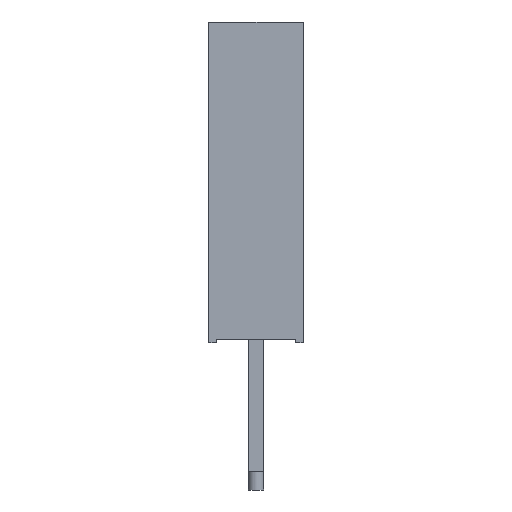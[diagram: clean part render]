
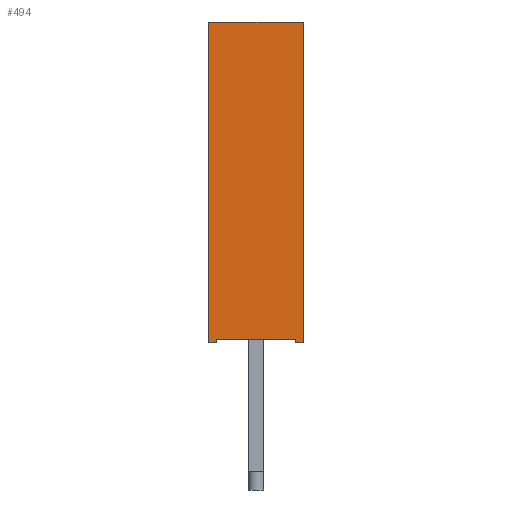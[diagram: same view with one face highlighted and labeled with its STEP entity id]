
A CAD part, left-side view. The second image highlights one B-rep face of the part: STEP entity #494.
In plain terms, the highlighted planar face has unit normal (-1, 0, 0).
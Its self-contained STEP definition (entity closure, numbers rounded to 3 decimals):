
#494=ADVANCED_FACE('',(#719),#721,.T.);
#719=FACE_BOUND('',#720,.T.);
#720=EDGE_LOOP('',(#885,#886,#887,#888,#889,#890,#891,#892));
#721=PLANE('',#722);
#722=AXIS2_PLACEMENT_3D('',#723,#724,#725);
#723=CARTESIAN_POINT('',(0.,2.5,0.));
#724=DIRECTION('',(-1.,0.,0.));
#725=DIRECTION('',(0.,-1.,0.));
#885=ORIENTED_EDGE('',*,*,#988,.T.);
#886=ORIENTED_EDGE('',*,*,#977,.T.);
#887=ORIENTED_EDGE('',*,*,#987,.T.);
#888=ORIENTED_EDGE('',*,*,#989,.T.);
#889=ORIENTED_EDGE('',*,*,#990,.T.);
#890=ORIENTED_EDGE('',*,*,#991,.F.);
#891=ORIENTED_EDGE('',*,*,#992,.F.);
#892=ORIENTED_EDGE('',*,*,#993,.T.);
#977=EDGE_CURVE('',#1054,#1052,#1055,.T.);
#987=EDGE_CURVE('',#1052,#1070,#1072,.F.);
#988=EDGE_CURVE('',#1073,#1054,#1074,.F.);
#989=EDGE_CURVE('',#1070,#1075,#1076,.T.);
#990=EDGE_CURVE('',#1075,#1077,#1078,.T.);
#991=EDGE_CURVE('',#1079,#1077,#1080,.T.);
#992=EDGE_CURVE('',#1081,#1079,#1082,.T.);
#993=EDGE_CURVE('',#1081,#1073,#1083,.T.);
#1052=VERTEX_POINT('',#1196);
#1054=VERTEX_POINT('',#1200);
#1055=LINE('',#1201,#1202);
#1070=VERTEX_POINT('',#1234);
#1072=LINE('',#1238,#1239);
#1073=VERTEX_POINT('',#1241);
#1074=LINE('',#1242,#1243);
#1075=VERTEX_POINT('',#1245);
#1076=LINE('',#1246,#1247);
#1077=VERTEX_POINT('',#1249);
#1078=LINE('',#1250,#1251);
#1079=VERTEX_POINT('',#1253);
#1080=LINE('',#1254,#1255);
#1081=VERTEX_POINT('',#1257);
#1082=LINE('',#1258,#1259);
#1083=LINE('',#1261,#1262);
#1196=CARTESIAN_POINT('',(0.,0.2,0.1));
#1200=CARTESIAN_POINT('',(0.,2.3,0.1));
#1201=CARTESIAN_POINT('',(0.,2.3,0.1));
#1202=VECTOR('',#1203,1.);
#1203=DIRECTION('',(0.,-1.,0.));
#1234=CARTESIAN_POINT('',(0.,0.2,0.));
#1238=CARTESIAN_POINT('',(0.,0.2,0.));
#1239=VECTOR('',#1240,1.);
#1240=DIRECTION('',(0.,0.,1.));
#1241=CARTESIAN_POINT('',(0.,2.3,0.));
#1242=CARTESIAN_POINT('',(0.,2.3,0.1));
#1243=VECTOR('',#1244,1.);
#1244=DIRECTION('',(0.,0.,-1.));
#1245=CARTESIAN_POINT('',(0.,0.,0.));
#1246=CARTESIAN_POINT('',(0.,0.2,0.));
#1247=VECTOR('',#1248,1.);
#1248=DIRECTION('',(0.,-1.,0.));
#1249=CARTESIAN_POINT('',(0.,0.,8.5));
#1250=CARTESIAN_POINT('',(0.,0.,0.));
#1251=VECTOR('',#1252,1.);
#1252=DIRECTION('',(0.,0.,1.));
#1253=CARTESIAN_POINT('',(0.,2.5,8.5));
#1254=CARTESIAN_POINT('',(0.,2.5,8.5));
#1255=VECTOR('',#1256,1.);
#1256=DIRECTION('',(0.,-1.,0.));
#1257=CARTESIAN_POINT('',(0.,2.5,0.));
#1258=CARTESIAN_POINT('',(0.,2.5,0.));
#1259=VECTOR('',#1260,1.);
#1260=DIRECTION('',(0.,0.,1.));
#1261=CARTESIAN_POINT('',(0.,2.5,0.));
#1262=VECTOR('',#1263,1.);
#1263=DIRECTION('',(0.,-1.,0.));
